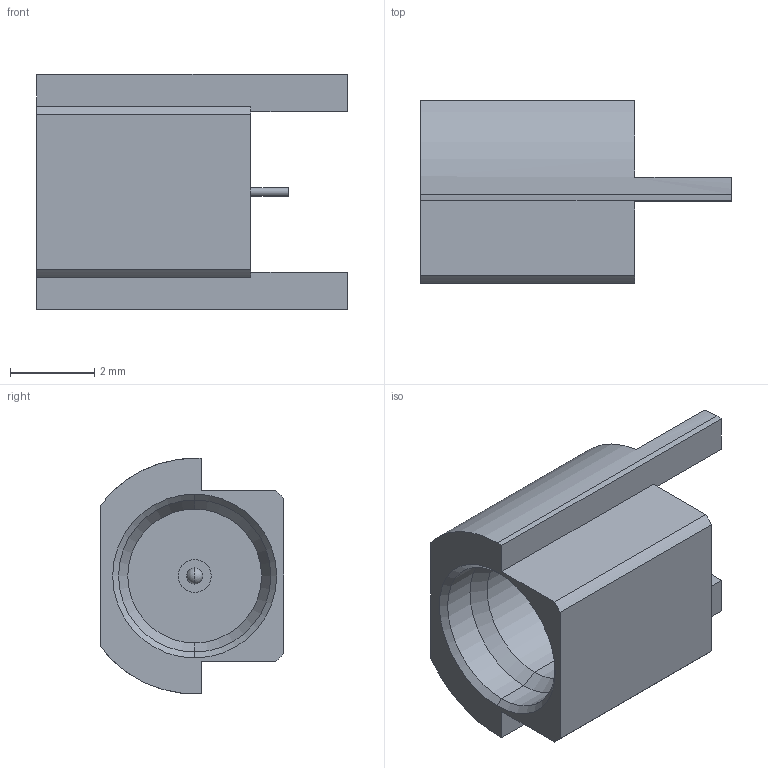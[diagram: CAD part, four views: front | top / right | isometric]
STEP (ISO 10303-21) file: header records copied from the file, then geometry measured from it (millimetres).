
FILE_DESCRIPTION (( 'STEP AP214' ), '1' );
FILE_NAME ('RFPCB-SMP-MS-8G-203_3D.step', '2023-03-17T15:13:52', ( '' ), ( '' ), 'SwSTEP 2.0', 'SolidWorks 2022', '' );
FILE_SCHEMA (( 'AUTOMOTIVE_DESIGN' ));
Length unit declared in the file: inch
Products named in the file (1): RFPCB-SMP-MS-8G-203_3D
Bounding box: 7.37 x 4.34 x 5.59 mm (x, y, z)
Volume: 77.8 mm3; surface area: 175.6 mm2
Topology: 1 solids, 1 shells, 41 faces, 99 edges, 63 vertices
Faces by surface type: plane 18, cylinder 17, cone 4, sphere 2
Entity records: 1239 total; most frequent: DIRECTION 219, CARTESIAN_POINT 198, ORIENTED_EDGE 190, EDGE_CURVE 95, AXIS2_PLACEMENT_3D 82, VERTEX_POINT 61, VECTOR 55, LINE 55
